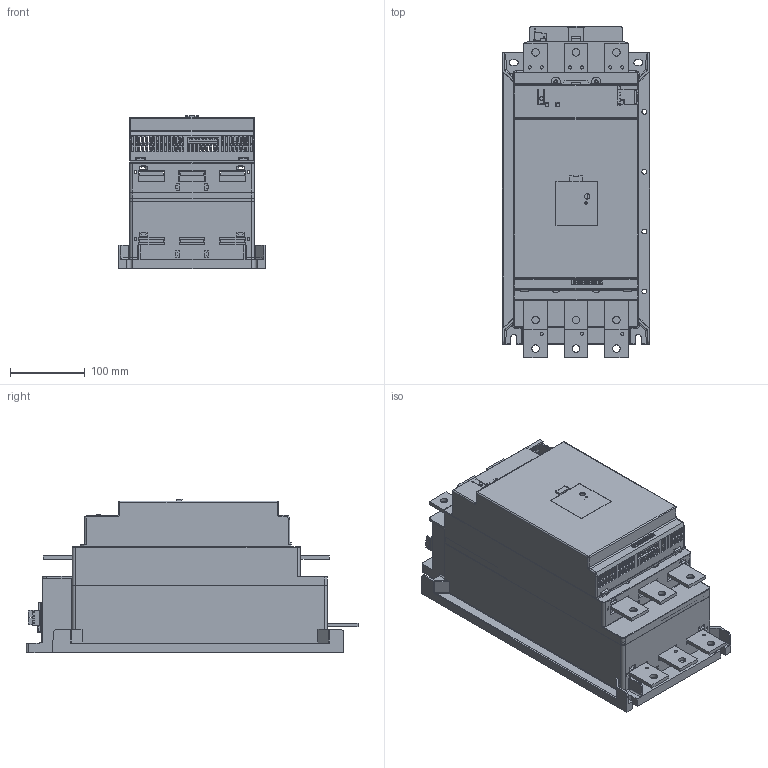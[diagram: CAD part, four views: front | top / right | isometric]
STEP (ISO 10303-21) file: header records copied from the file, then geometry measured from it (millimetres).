
FILE_DESCRIPTION((''),'2;1');
FILE_NAME('_150-C_FS2____SW0001','2020-05-12T10:55:53',('AKuszpe'),('Rockwell Automation'),'CREO PARAMETRIC BY PTC INC, 2017380','CREO PARAMETRIC BY PTC INC, 2017380','');
FILE_SCHEMA(('CONFIG_CONTROL_DESIGN'));
Products named in the file (1): _150-C_FS2____SW0001
Bounding box: 196.62 x 443.69 x 205.21 mm (x, y, z)
Volume: 6221149.9 mm3; surface area: 960267.2 mm2
Topology: 1 solids, 1 shells, 4723 faces, 12953 edges, 8232 vertices
Faces by surface type: plane 2839, cylinder 1001, cone 320, bspline 271, torus 204, sphere 66, extrusion 22
Entity records: 185149 total; most frequent: CARTESIAN_POINT 68450, ORIENTED_EDGE 25768, DIRECTION 21846, EDGE_CURVE 12884, VECTOR 8656, LINE 8634, VERTEX_POINT 8232, AXIS2_PLACEMENT_3D 6595
